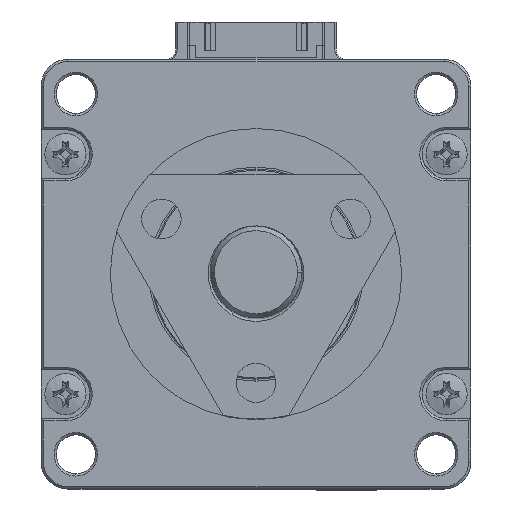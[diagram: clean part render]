
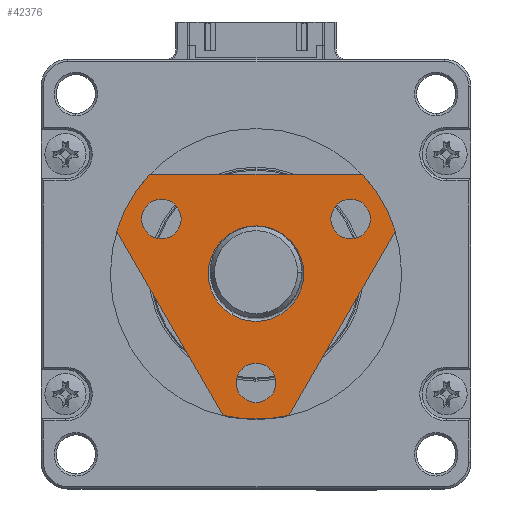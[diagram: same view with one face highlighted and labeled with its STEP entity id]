
A CAD part, top view. The second image highlights one B-rep face of the part: STEP entity #42376.
In plain terms, the highlighted planar face has unit normal (0, 0, 1).
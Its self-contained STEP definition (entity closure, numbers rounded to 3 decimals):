
#625 = AXIS2_PLACEMENT_3D ( 'NONE', #18472, #22114, #11474 ) ;
#1661 = VERTEX_POINT ( 'NONE', #40618 ) ;
#2665 = DIRECTION ( 'NONE',  ( -1., 0., 0. ) ) ;
#2786 = LINE ( 'NONE', #36912, #22923 ) ;
#2917 = EDGE_LOOP ( 'NONE', ( #10013, #6036 ) ) ;
#2972 = ORIENTED_EDGE ( 'NONE', *, *, #15506, .F. ) ;
#3053 = CARTESIAN_POINT ( 'NONE',  ( -2.58, -14.29, 40.4 ) ) ;
#3133 = CARTESIAN_POINT ( 'NONE',  ( -13.925, 13., 40.4 ) ) ;
#3311 = CARTESIAN_POINT ( 'NONE',  ( 4.296, -18.559, 40.4 ) ) ;
#3933 = EDGE_CURVE ( 'NONE', #5710, #21439, #18568, .T. ) ;
#3937 = AXIS2_PLACEMENT_3D ( 'NONE', #9682, #9982, #16826 ) ;
#4161 = CIRCLE ( 'NONE', #6502, 6.25 ) ;
#4182 = AXIS2_PLACEMENT_3D ( 'NONE', #17239, #38803, #42694 ) ;
#4749 = VERTEX_POINT ( 'NONE', #3311 ) ;
#5125 = EDGE_CURVE ( 'NONE', #43308, #41994, #17976, .T. ) ;
#5230 = ORIENTED_EDGE ( 'NONE', *, *, #41358, .F. ) ;
#5710 = VERTEX_POINT ( 'NONE', #40221 ) ;
#5971 = CARTESIAN_POINT ( 'NONE',  ( 0., 0., 40.4 ) ) ;
#6036 = ORIENTED_EDGE ( 'NONE', *, *, #13641, .F. ) ;
#6169 = EDGE_CURVE ( 'NONE', #20319, #1661, #41954, .T. ) ;
#6236 = VECTOR ( 'NONE', #43469, 1000. ) ;
#6252 = AXIS2_PLACEMENT_3D ( 'NONE', #20009, #16250, #19867 ) ;
#6502 = AXIS2_PLACEMENT_3D ( 'NONE', #19715, #13001, #37832 ) ;
#6820 = CARTESIAN_POINT ( 'NONE',  ( -9.796, 7.145, 40.4 ) ) ;
#8046 = CARTESIAN_POINT ( 'NONE',  ( -18.221, 5.559, 40.4 ) ) ;
#8924 = CARTESIAN_POINT ( 'NONE',  ( 0., 0., 40.4 ) ) ;
#8971 = AXIS2_PLACEMENT_3D ( 'NONE', #8924, #9088, #40628 ) ;
#9088 = DIRECTION ( 'NONE',  ( 0., 0., -1. ) ) ;
#9431 = CARTESIAN_POINT ( 'NONE',  ( -12.376, 7.145, 40.4 ) ) ;
#9580 = ORIENTED_EDGE ( 'NONE', *, *, #42179, .F. ) ;
#9682 = CARTESIAN_POINT ( 'NONE',  ( 12.376, 7.145, 40.4 ) ) ;
#9982 = DIRECTION ( 'NONE',  ( 0., 0., 1. ) ) ;
#10013 = ORIENTED_EDGE ( 'NONE', *, *, #40799, .F. ) ;
#10358 = CIRCLE ( 'NONE', #43920, 2.58 ) ;
#10508 = DIRECTION ( 'NONE',  ( 0., 0., -1. ) ) ;
#10616 = EDGE_LOOP ( 'NONE', ( #11256, #18097 ) ) ;
#11168 = AXIS2_PLACEMENT_3D ( 'NONE', #31976, #10508, #35541 ) ;
#11256 = ORIENTED_EDGE ( 'NONE', *, *, #29387, .F. ) ;
#11474 = DIRECTION ( 'NONE',  ( -1., 0., 0. ) ) ;
#12393 = DIRECTION ( 'NONE',  ( -0.5, -0.866, 0. ) ) ;
#12399 = DIRECTION ( 'NONE',  ( -1., 0., 0. ) ) ;
#12950 = CARTESIAN_POINT ( 'NONE',  ( 14.956, 7.145, 40.4 ) ) ;
#13001 = DIRECTION ( 'NONE',  ( 0., 0., 1. ) ) ;
#13078 = EDGE_CURVE ( 'NONE', #30272, #43694, #44339, .T. ) ;
#13641 = EDGE_CURVE ( 'NONE', #31718, #45573, #4161, .T. ) ;
#13879 = ORIENTED_EDGE ( 'NONE', *, *, #40596, .F. ) ;
#14090 = VECTOR ( 'NONE', #19380, 1000. ) ;
#14887 = CARTESIAN_POINT ( 'NONE',  ( 18.221, 5.559, 40.4 ) ) ;
#15434 = CARTESIAN_POINT ( 'NONE',  ( 6.25, 0., 40.4 ) ) ;
#15506 = EDGE_CURVE ( 'NONE', #41994, #45313, #37585, .T. ) ;
#15595 = ORIENTED_EDGE ( 'NONE', *, *, #35017, .F. ) ;
#16124 = CARTESIAN_POINT ( 'NONE',  ( -12.376, 7.145, 40.4 ) ) ;
#16220 = CIRCLE ( 'NONE', #45374, 2.58 ) ;
#16250 = DIRECTION ( 'NONE',  ( 0., 0., 1. ) ) ;
#16284 = DIRECTION ( 'NONE',  ( 0., 0., 1. ) ) ;
#16545 = CARTESIAN_POINT ( 'NONE',  ( 12.376, 7.145, 40.4 ) ) ;
#16681 = VERTEX_POINT ( 'NONE', #12950 ) ;
#16826 = DIRECTION ( 'NONE',  ( -1., 0., 0. ) ) ;
#16999 = DIRECTION ( 'NONE',  ( 0., 0., 1. ) ) ;
#17157 = ORIENTED_EDGE ( 'NONE', *, *, #3933, .F. ) ;
#17239 = CARTESIAN_POINT ( 'NONE',  ( 0., 0., 40.4 ) ) ;
#17976 = LINE ( 'NONE', #23156, #14090 ) ;
#18097 = ORIENTED_EDGE ( 'NONE', *, *, #13078, .F. ) ;
#18470 = CARTESIAN_POINT ( 'NONE',  ( 0., 13., 40.4 ) ) ;
#18472 = CARTESIAN_POINT ( 'NONE',  ( 0., -14.29, 40.4 ) ) ;
#18568 = CIRCLE ( 'NONE', #8971, 19.05 ) ;
#19079 = CIRCLE ( 'NONE', #6252, 6.25 ) ;
#19380 = DIRECTION ( 'NONE',  ( -0.5, 0.866, 0. ) ) ;
#19715 = CARTESIAN_POINT ( 'NONE',  ( 0., 0., 40.4 ) ) ;
#19867 = DIRECTION ( 'NONE',  ( 1., 0., 0. ) ) ;
#20009 = CARTESIAN_POINT ( 'NONE',  ( 0., 0., 40.4 ) ) ;
#20319 = VERTEX_POINT ( 'NONE', #3053 ) ;
#21439 = VERTEX_POINT ( 'NONE', #14887 ) ;
#21464 = CARTESIAN_POINT ( 'NONE',  ( 0., -14.29, 40.4 ) ) ;
#21761 = CIRCLE ( 'NONE', #24537, 2.58 ) ;
#22114 = DIRECTION ( 'NONE',  ( 0., 0., 1. ) ) ;
#22923 = VECTOR ( 'NONE', #12393, 1000. ) ;
#23137 = EDGE_CURVE ( 'NONE', #1661, #20319, #10358, .T. ) ;
#23156 = CARTESIAN_POINT ( 'NONE',  ( -4.296, -18.559, 40.4 ) ) ;
#23216 = CARTESIAN_POINT ( 'NONE',  ( -4.296, -18.559, 40.4 ) ) ;
#24084 = DIRECTION ( 'NONE',  ( 0., 0., -1. ) ) ;
#24537 = AXIS2_PLACEMENT_3D ( 'NONE', #9431, #30247, #12399 ) ;
#25515 = AXIS2_PLACEMENT_3D ( 'NONE', #5971, #24084, #30999 ) ;
#26952 = LINE ( 'NONE', #18470, #6236 ) ;
#27955 = FACE_BOUND ( 'NONE', #44601, .T. ) ;
#28539 = FACE_BOUND ( 'NONE', #10616, .T. ) ;
#28661 = CARTESIAN_POINT ( 'NONE',  ( -14.956, 7.145, 40.4 ) ) ;
#29387 = EDGE_CURVE ( 'NONE', #43694, #30272, #21761, .T. ) ;
#29678 = ORIENTED_EDGE ( 'NONE', *, *, #37531, .F. ) ;
#30208 = FACE_BOUND ( 'NONE', #45899, .T. ) ;
#30247 = DIRECTION ( 'NONE',  ( 0., 0., 1. ) ) ;
#30272 = VERTEX_POINT ( 'NONE', #6820 ) ;
#30999 = DIRECTION ( 'NONE',  ( -1., 0., 0. ) ) ;
#31561 = ORIENTED_EDGE ( 'NONE', *, *, #6169, .F. ) ;
#31718 = VERTEX_POINT ( 'NONE', #35291 ) ;
#31976 = CARTESIAN_POINT ( 'NONE',  ( 0., 0., 40.4 ) ) ;
#34185 = CIRCLE ( 'NONE', #3937, 2.58 ) ;
#34662 = FACE_BOUND ( 'NONE', #2917, .T. ) ;
#35017 = EDGE_CURVE ( 'NONE', #4749, #43308, #38683, .T. ) ;
#35250 = AXIS2_PLACEMENT_3D ( 'NONE', #16124, #16284, #41141 ) ;
#35291 = CARTESIAN_POINT ( 'NONE',  ( -6.25, 0., 40.4 ) ) ;
#35541 = DIRECTION ( 'NONE',  ( 1., 0., 0. ) ) ;
#36912 = CARTESIAN_POINT ( 'NONE',  ( 18.221, 5.559, 40.4 ) ) ;
#37531 = EDGE_CURVE ( 'NONE', #16681, #43956, #16220, .T. ) ;
#37585 = CIRCLE ( 'NONE', #4182, 19.05 ) ;
#37832 = DIRECTION ( 'NONE',  ( 1., 0., 0. ) ) ;
#38683 = CIRCLE ( 'NONE', #11168, 19.05 ) ;
#38724 = PLANE ( 'NONE',  #25515 ) ;
#38803 = DIRECTION ( 'NONE',  ( 0., 0., -1. ) ) ;
#39374 = EDGE_LOOP ( 'NONE', ( #17157, #13879, #2972, #41106, #15595, #9580 ) ) ;
#39403 = DIRECTION ( 'NONE',  ( -1., 0., 0. ) ) ;
#40221 = CARTESIAN_POINT ( 'NONE',  ( 13.925, 13., 40.4 ) ) ;
#40310 = CARTESIAN_POINT ( 'NONE',  ( 9.796, 7.145, 40.4 ) ) ;
#40596 = EDGE_CURVE ( 'NONE', #45313, #5710, #26952, .T. ) ;
#40618 = CARTESIAN_POINT ( 'NONE',  ( 2.58, -14.29, 40.4 ) ) ;
#40628 = DIRECTION ( 'NONE',  ( 1., 0., 0. ) ) ;
#40799 = EDGE_CURVE ( 'NONE', #45573, #31718, #19079, .T. ) ;
#41106 = ORIENTED_EDGE ( 'NONE', *, *, #5125, .F. ) ;
#41141 = DIRECTION ( 'NONE',  ( -1., 0., 0. ) ) ;
#41358 = EDGE_CURVE ( 'NONE', #43956, #16681, #34185, .T. ) ;
#41954 = CIRCLE ( 'NONE', #625, 2.58 ) ;
#41994 = VERTEX_POINT ( 'NONE', #8046 ) ;
#42179 = EDGE_CURVE ( 'NONE', #21439, #4749, #2786, .T. ) ;
#42376 = ADVANCED_FACE ( 'NONE', ( #34662, #28539, #30208, #27955, #44139 ), #38724, .F. ) ;
#42694 = DIRECTION ( 'NONE',  ( 1., 0., 0. ) ) ;
#43308 = VERTEX_POINT ( 'NONE', #23216 ) ;
#43469 = DIRECTION ( 'NONE',  ( 1., 0., 0. ) ) ;
#43694 = VERTEX_POINT ( 'NONE', #28661 ) ;
#43920 = AXIS2_PLACEMENT_3D ( 'NONE', #21464, #46248, #39403 ) ;
#43956 = VERTEX_POINT ( 'NONE', #40310 ) ;
#44139 = FACE_OUTER_BOUND ( 'NONE', #39374, .T. ) ;
#44142 = ORIENTED_EDGE ( 'NONE', *, *, #23137, .F. ) ;
#44339 = CIRCLE ( 'NONE', #35250, 2.58 ) ;
#44601 = EDGE_LOOP ( 'NONE', ( #31561, #44142 ) ) ;
#45313 = VERTEX_POINT ( 'NONE', #3133 ) ;
#45374 = AXIS2_PLACEMENT_3D ( 'NONE', #16545, #16999, #2665 ) ;
#45573 = VERTEX_POINT ( 'NONE', #15434 ) ;
#45899 = EDGE_LOOP ( 'NONE', ( #5230, #29678 ) ) ;
#46248 = DIRECTION ( 'NONE',  ( 0., 0., 1. ) ) ;
